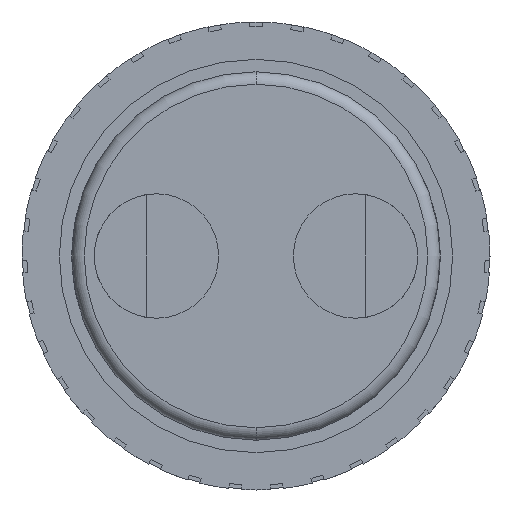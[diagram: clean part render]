
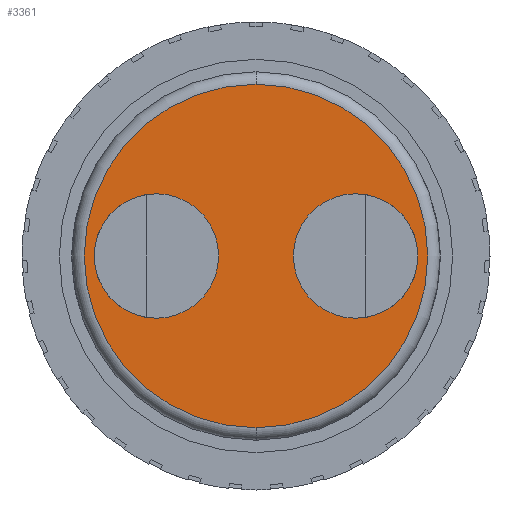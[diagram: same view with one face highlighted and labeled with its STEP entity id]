
A CAD part, front view. The second image highlights one B-rep face of the part: STEP entity #3361.
In plain terms, the highlighted planar face has unit normal (0, -1, 0).
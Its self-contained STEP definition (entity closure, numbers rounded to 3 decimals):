
#57 = ORIENTED_EDGE ( 'NONE', *, *, #526, .T. ) ;
#159 = DIRECTION ( 'NONE',  ( 0., 0., -1. ) ) ;
#315 = AXIS2_PLACEMENT_3D ( 'NONE', #1704, #5906, #6001 ) ;
#332 = CARTESIAN_POINT ( 'NONE',  ( -4., 0., 2.5 ) ) ;
#381 = AXIS2_PLACEMENT_3D ( 'NONE', #5852, #2971, #159 ) ;
#431 = CARTESIAN_POINT ( 'NONE',  ( 4., 0., -2.5 ) ) ;
#526 = EDGE_CURVE ( 'NONE', #5329, #1205, #3791, .T. ) ;
#537 = VERTEX_POINT ( 'NONE', #4321 ) ;
#808 = FACE_BOUND ( 'NONE', #4643, .T. ) ;
#891 = DIRECTION ( 'NONE',  ( 0., -1., 0. ) ) ;
#920 = CIRCLE ( 'NONE', #4877, 2.5 ) ;
#1003 = CARTESIAN_POINT ( 'NONE',  ( 0., 0., 0. ) ) ;
#1018 = EDGE_CURVE ( 'NONE', #537, #1511, #2973, .T. ) ;
#1061 = EDGE_LOOP ( 'NONE', ( #3575, #57 ) ) ;
#1205 = VERTEX_POINT ( 'NONE', #5656 ) ;
#1211 = EDGE_CURVE ( 'NONE', #1419, #3734, #5693, .T. ) ;
#1266 = FACE_BOUND ( 'NONE', #3040, .T. ) ;
#1367 = ORIENTED_EDGE ( 'NONE', *, *, #3155, .F. ) ;
#1419 = VERTEX_POINT ( 'NONE', #3453 ) ;
#1511 = VERTEX_POINT ( 'NONE', #332 ) ;
#1585 = EDGE_CURVE ( 'NONE', #1205, #5329, #5679, .T. ) ;
#1623 = AXIS2_PLACEMENT_3D ( 'NONE', #1003, #3880, #5240 ) ;
#1649 = ORIENTED_EDGE ( 'NONE', *, *, #1211, .F. ) ;
#1661 = ORIENTED_EDGE ( 'NONE', *, *, #2417, .F. ) ;
#1704 = CARTESIAN_POINT ( 'NONE',  ( -4., 0., 0. ) ) ;
#2287 = CARTESIAN_POINT ( 'NONE',  ( 4., 0., 0. ) ) ;
#2344 = CARTESIAN_POINT ( 'NONE',  ( 0., 0., 0. ) ) ;
#2411 = DIRECTION ( 'NONE',  ( 0., 0., 1. ) ) ;
#2417 = EDGE_CURVE ( 'NONE', #3734, #1419, #920, .T. ) ;
#2691 = PLANE ( 'NONE',  #4720 ) ;
#2971 = DIRECTION ( 'NONE',  ( 0., -1., 0. ) ) ;
#2973 = CIRCLE ( 'NONE', #315, 2.5 ) ;
#3039 = CIRCLE ( 'NONE', #381, 2.5 ) ;
#3040 = EDGE_LOOP ( 'NONE', ( #5071, #1367 ) ) ;
#3155 = EDGE_CURVE ( 'NONE', #1511, #537, #3039, .T. ) ;
#3200 = DIRECTION ( 'NONE',  ( 0., -1., 0. ) ) ;
#3299 = DIRECTION ( 'NONE',  ( 0., 0., -1. ) ) ;
#3361 = ADVANCED_FACE ( 'NONE', ( #5499, #1266, #808 ), #2691, .F. ) ;
#3453 = CARTESIAN_POINT ( 'NONE',  ( 4., 0., 2.5 ) ) ;
#3575 = ORIENTED_EDGE ( 'NONE', *, *, #1585, .T. ) ;
#3595 = AXIS2_PLACEMENT_3D ( 'NONE', #2344, #3200, #5578 ) ;
#3698 = DIRECTION ( 'NONE',  ( 0., 1., 0. ) ) ;
#3734 = VERTEX_POINT ( 'NONE', #431 ) ;
#3791 = CIRCLE ( 'NONE', #1623, 6.9 ) ;
#3880 = DIRECTION ( 'NONE',  ( 0., -1., 0. ) ) ;
#4128 = DIRECTION ( 'NONE',  ( 0., 0., -1. ) ) ;
#4187 = CARTESIAN_POINT ( 'NONE',  ( 4., 0., 0. ) ) ;
#4321 = CARTESIAN_POINT ( 'NONE',  ( -4., 0., -2.5 ) ) ;
#4510 = AXIS2_PLACEMENT_3D ( 'NONE', #2287, #891, #3299 ) ;
#4579 = CARTESIAN_POINT ( 'NONE',  ( 0., 0., 0. ) ) ;
#4643 = EDGE_LOOP ( 'NONE', ( #1661, #1649 ) ) ;
#4720 = AXIS2_PLACEMENT_3D ( 'NONE', #4579, #3698, #2411 ) ;
#4877 = AXIS2_PLACEMENT_3D ( 'NONE', #4187, #6073, #4128 ) ;
#5071 = ORIENTED_EDGE ( 'NONE', *, *, #1018, .F. ) ;
#5240 = DIRECTION ( 'NONE',  ( 0., 0., 1. ) ) ;
#5329 = VERTEX_POINT ( 'NONE', #5907 ) ;
#5499 = FACE_OUTER_BOUND ( 'NONE', #1061, .T. ) ;
#5578 = DIRECTION ( 'NONE',  ( 0., 0., 1. ) ) ;
#5656 = CARTESIAN_POINT ( 'NONE',  ( 0., 0., 6.9 ) ) ;
#5679 = CIRCLE ( 'NONE', #3595, 6.9 ) ;
#5693 = CIRCLE ( 'NONE', #4510, 2.5 ) ;
#5852 = CARTESIAN_POINT ( 'NONE',  ( -4., 0., 0. ) ) ;
#5906 = DIRECTION ( 'NONE',  ( 0., -1., 0. ) ) ;
#5907 = CARTESIAN_POINT ( 'NONE',  ( 0., 0., -6.9 ) ) ;
#6001 = DIRECTION ( 'NONE',  ( 0., 0., -1. ) ) ;
#6073 = DIRECTION ( 'NONE',  ( 0., -1., 0. ) ) ;
